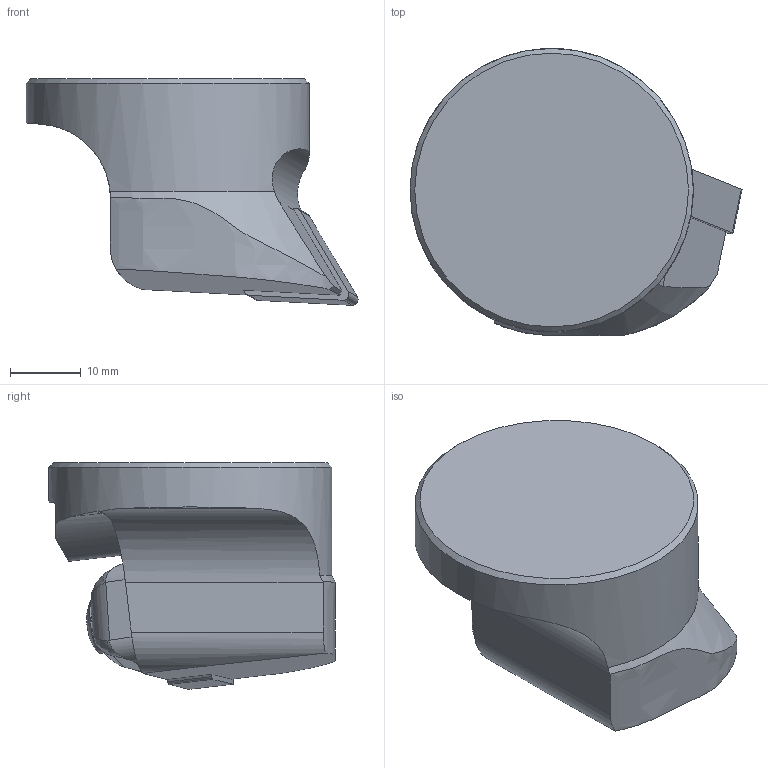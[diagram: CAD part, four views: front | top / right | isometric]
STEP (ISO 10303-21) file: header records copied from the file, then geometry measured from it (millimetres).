
FILE_DESCRIPTION(/* description */ (''),/* implementation_level */ '2;1');
FILE_NAME(/* name */ '1641892877729.stp',/* time_stamp */ '2022-01-11T14:51:40+05:00',/* author */ (''),/* organization */ ('SMS'),/* preprocessor_version */ 'ST-DEVELOPER v16.7',/* originating_system */ 'SIEMENS PLM Software NX 12.0',/* authorisation */ '');
FILE_SCHEMA (('AUTOMOTIVE_DESIGN { 1 0 10303 214 3 1 1 1 }'));
Length unit declared in the file: millimetre
Products named in the file (4): ASSEMBLY_CONSTRUCTION; IsoTurningInsert; 201778154mod000_01; 201778152mod000_01
Assembly tree (3 placements, depth 2):
  201778152mod000_01
    201778154mod000_01
    IsoTurningInsert
    ASSEMBLY_CONSTRUCTION
Bounding box: 46.87 x 40.51 x 32 mm (x, y, z)
Volume: 26543.2 mm3; surface area: 7247.1 mm2
Topology: 2 solids, 2 shells, 75 faces, 210 edges, 146 vertices
Faces by surface type: plane 38, cylinder 24, bspline 9, cone 2, extrusion 1, sphere 1
Full cylindrical faces by diameter (mm): 5 x1, 5.156 x2, 8 x1, 40 x1
Entity records: 3047 total; most frequent: CARTESIAN_POINT 1078, ORIENTED_EDGE 394, DIRECTION 352, EDGE_CURVE 197, AXIS2_PLACEMENT_3D 134, VERTEX_POINT 133, EDGE_LOOP 88, VECTOR 84
